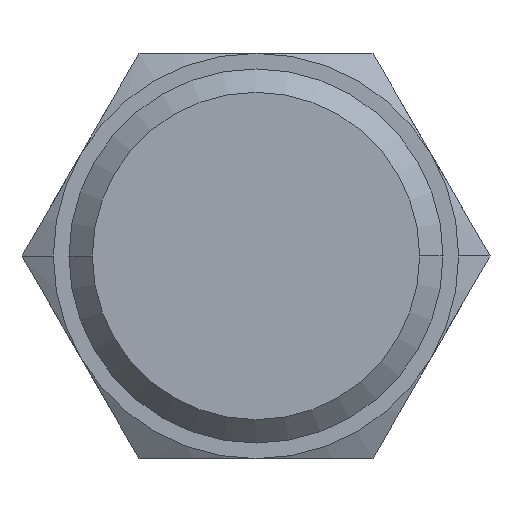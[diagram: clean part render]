
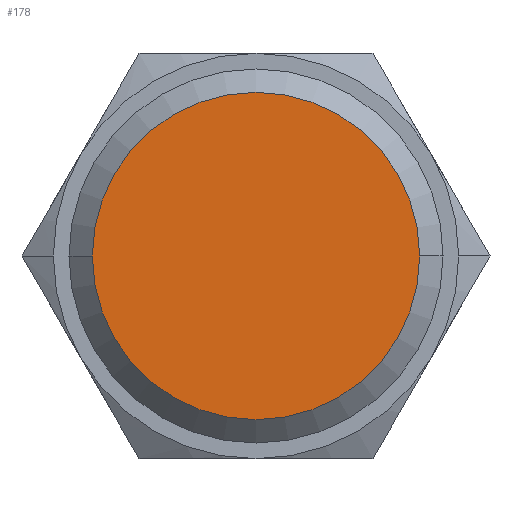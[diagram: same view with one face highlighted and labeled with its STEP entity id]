
A CAD part, front view. The second image highlights one B-rep face of the part: STEP entity #178.
In plain terms, the highlighted planar face has unit normal (0, -1, 0).
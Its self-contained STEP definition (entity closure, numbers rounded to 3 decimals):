
#178=ADVANCED_FACE('',(#262),#263,.T.);
#262=FACE_OUTER_BOUND('',#418,.T.);
#263=PLANE('',#419);
#418=EDGE_LOOP('',(#609,#610));
#419=AXIS2_PLACEMENT_3D('',#611,#612,#613);
#609=ORIENTED_EDGE('',*,*,#1124,.F.);
#610=ORIENTED_EDGE('',*,*,#1126,.F.);
#611=CARTESIAN_POINT('',(-2.625,-66.0,0.0));
#612=DIRECTION('',(0.0,-1.0,0.0));
#613=DIRECTION('',(1.0,0.0,0.0));
#1124=EDGE_CURVE('',#1295,#1297,#1298,.T.);
#1126=EDGE_CURVE('',#1297,#1295,#1300,.T.);
#1295=VERTEX_POINT('',#1553);
#1297=VERTEX_POINT('',#1556);
#1298=CIRCLE('',#1557,5.25);
#1300=CIRCLE('',#1560,5.25);
#1553=CARTESIAN_POINT('',(-5.25,-66.0,0.0));
#1556=CARTESIAN_POINT('',(5.25,-66.0,0.));
#1557=AXIS2_PLACEMENT_3D('',#2362,#2363,#2364);
#1560=AXIS2_PLACEMENT_3D('',#2366,#2367,#2368);
#2362=CARTESIAN_POINT('',(0.0,-66.0,0.0));
#2363=DIRECTION('',(0.0,1.0,0.0));
#2364=DIRECTION('',(-1.0,0.0,0.0));
#2366=CARTESIAN_POINT('',(0.0,-66.0,0.0));
#2367=DIRECTION('',(0.0,1.0,0.0));
#2368=DIRECTION('',(-1.0,0.0,0.0));
